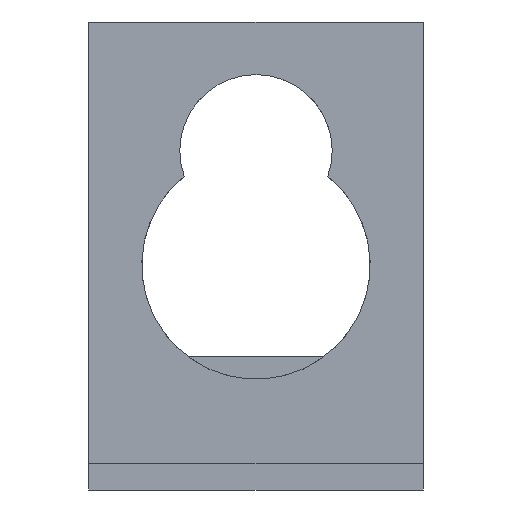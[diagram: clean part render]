
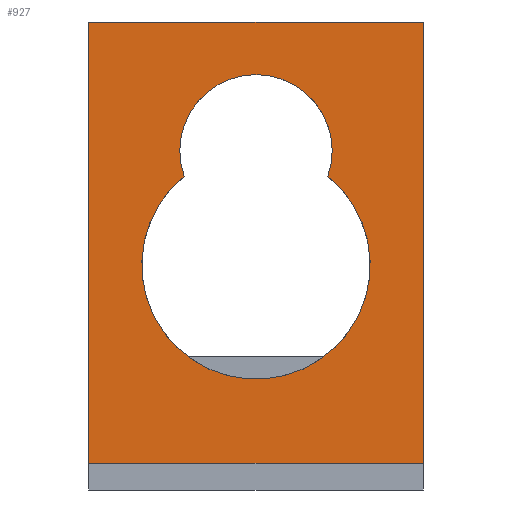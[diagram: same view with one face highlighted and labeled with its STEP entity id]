
A CAD part, front view. The second image highlights one B-rep face of the part: STEP entity #927.
In plain terms, the highlighted planar face has unit normal (0, -1, 0).
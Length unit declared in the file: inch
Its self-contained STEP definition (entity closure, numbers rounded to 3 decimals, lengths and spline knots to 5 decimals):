
#14 = VERTEX_POINT ( 'NONE', #517 ) ;
#19 = VERTEX_POINT ( 'NONE', #464 ) ;
#41 = DIRECTION ( 'NONE',  ( 0., 0., -1. ) ) ;
#48 = PLANE ( 'NONE',  #577 ) ;
#52 = VECTOR ( 'NONE', #390, 39.37008 ) ;
#53 = LINE ( 'NONE', #412, #52 ) ;
#55 = CARTESIAN_POINT ( 'NONE',  ( 15.60476, 8.65724, 2.12582 ) ) ;
#67 = DIRECTION ( 'NONE',  ( 0., -1., 0. ) ) ;
#71 = CARTESIAN_POINT ( 'NONE',  ( 14.91716, 8.65724, 3.93881 ) ) ;
#80 = ORIENTED_EDGE ( 'NONE', *, *, #402, .F. ) ;
#85 = LINE ( 'NONE', #450, #460 ) ;
#103 = EDGE_CURVE ( 'NONE', #19, #156, #801, .T. ) ;
#111 = ORIENTED_EDGE ( 'NONE', *, *, #617, .T. ) ;
#156 = VERTEX_POINT ( 'NONE', #962 ) ;
#157 = ORIENTED_EDGE ( 'NONE', *, *, #425, .F. ) ;
#188 = EDGE_CURVE ( 'NONE', #614, #19, #765, .T. ) ;
#196 = CARTESIAN_POINT ( 'NONE',  ( 15.60476, 8.65724, 3.93881 ) ) ;
#203 = AXIS2_PLACEMENT_3D ( 'NONE', #493, #491, #489 ) ;
#276 = AXIS2_PLACEMENT_3D ( 'NONE', #906, #903, #898 ) ;
#291 = DIRECTION ( 'NONE',  ( 0., 0., 1. ) ) ;
#294 = CARTESIAN_POINT ( 'NONE',  ( 15.30964, 8.65724, 3.30541 ) ) ;
#297 = CARTESIAN_POINT ( 'NONE',  ( 16.29235, 8.65724, 2.12582 ) ) ;
#299 = AXIS2_PLACEMENT_3D ( 'NONE', #760, #972, #978 ) ;
#300 = CARTESIAN_POINT ( 'NONE',  ( 14.91716, 8.65724, 2.12582 ) ) ;
#313 = ORIENTED_EDGE ( 'NONE', *, *, #447, .F. ) ;
#330 = EDGE_CURVE ( 'NONE', #156, #614, #440, .T. ) ;
#348 = DIRECTION ( 'NONE',  ( 1., 0., 0. ) ) ;
#359 = FACE_BOUND ( 'NONE', #840, .T. ) ;
#361 = FACE_OUTER_BOUND ( 'NONE', #852, .T. ) ;
#390 = DIRECTION ( 'NONE',  ( -1., 0., 0. ) ) ;
#402 = EDGE_CURVE ( 'NONE', #602, #914, #85, .T. ) ;
#412 = CARTESIAN_POINT ( 'NONE',  ( 15.60476, 8.65724, 2.12582 ) ) ;
#417 = CARTESIAN_POINT ( 'NONE',  ( 16.29235, 8.65724, 2.12582 ) ) ;
#421 = VERTEX_POINT ( 'NONE', #417 ) ;
#425 = EDGE_CURVE ( 'NONE', #421, #602, #53, .T. ) ;
#440 = CIRCLE ( 'NONE', #203, 0.46909 ) ;
#447 = EDGE_CURVE ( 'NONE', #914, #14, #468, .T. ) ;
#450 = CARTESIAN_POINT ( 'NONE',  ( 14.91716, 8.65724, 2.12582 ) ) ;
#451 = VECTOR ( 'NONE', #348, 39.37008 ) ;
#455 = ORIENTED_EDGE ( 'NONE', *, *, #103, .T. ) ;
#458 = DIRECTION ( 'NONE',  ( 0., 0., 1. ) ) ;
#460 = VECTOR ( 'NONE', #458, 39.37008 ) ;
#464 = CARTESIAN_POINT ( 'NONE',  ( 15.60476, 8.65724, 3.72267 ) ) ;
#468 = LINE ( 'NONE', #196, #451 ) ;
#489 = DIRECTION ( 'NONE',  ( 0., 0., 1. ) ) ;
#491 = DIRECTION ( 'NONE',  ( 0., 1., 0. ) ) ;
#493 = CARTESIAN_POINT ( 'NONE',  ( 15.60476, 8.65724, 2.94078 ) ) ;
#517 = CARTESIAN_POINT ( 'NONE',  ( 16.29235, 8.65724, 3.93881 ) ) ;
#520 = VECTOR ( 'NONE', #291, 39.37008 ) ;
#527 = LINE ( 'NONE', #297, #520 ) ;
#577 = AXIS2_PLACEMENT_3D ( 'NONE', #55, #67, #41 ) ;
#602 = VERTEX_POINT ( 'NONE', #300 ) ;
#614 = VERTEX_POINT ( 'NONE', #294 ) ;
#617 = EDGE_CURVE ( 'NONE', #421, #14, #527, .T. ) ;
#649 = ORIENTED_EDGE ( 'NONE', *, *, #188, .T. ) ;
#760 = CARTESIAN_POINT ( 'NONE',  ( 15.60476, 8.65724, 3.40967 ) ) ;
#765 = CIRCLE ( 'NONE', #276, 0.31299 ) ;
#801 = CIRCLE ( 'NONE', #299, 0.31299 ) ;
#840 = EDGE_LOOP ( 'NONE', ( #649, #455, #879 ) ) ;
#852 = EDGE_LOOP ( 'NONE', ( #80, #157, #111, #313 ) ) ;
#879 = ORIENTED_EDGE ( 'NONE', *, *, #330, .T. ) ;
#898 = DIRECTION ( 'NONE',  ( 0., 0., 1. ) ) ;
#903 = DIRECTION ( 'NONE',  ( 0., 1., 0. ) ) ;
#906 = CARTESIAN_POINT ( 'NONE',  ( 15.60476, 8.65724, 3.40967 ) ) ;
#914 = VERTEX_POINT ( 'NONE', #71 ) ;
#927 = ADVANCED_FACE ( 'NONE', ( #361, #359 ), #48, .T. ) ;
#962 = CARTESIAN_POINT ( 'NONE',  ( 15.89987, 8.65724, 3.30541 ) ) ;
#972 = DIRECTION ( 'NONE',  ( 0., 1., 0. ) ) ;
#978 = DIRECTION ( 'NONE',  ( 0., 0., 1. ) ) ;
